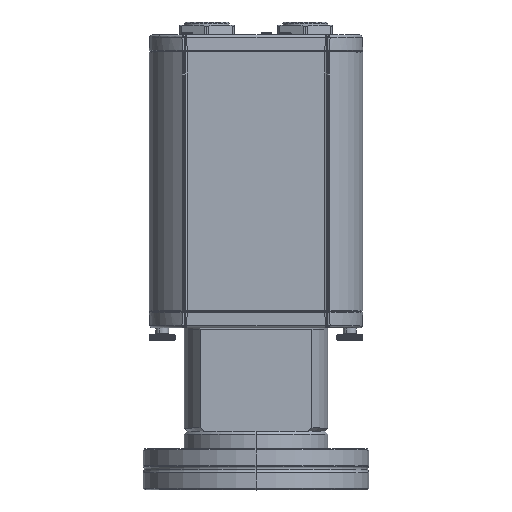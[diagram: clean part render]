
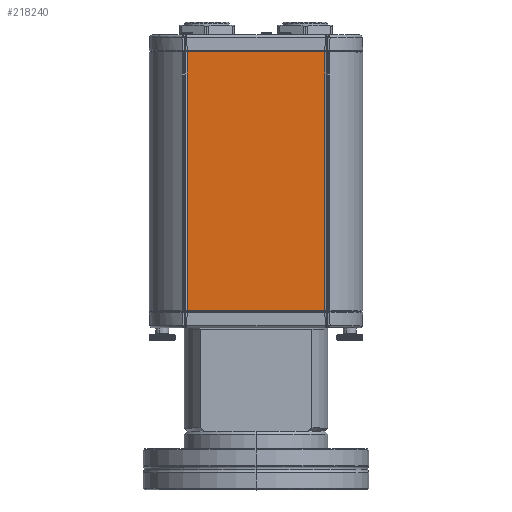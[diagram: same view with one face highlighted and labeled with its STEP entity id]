
A CAD part, top view. The second image highlights one B-rep face of the part: STEP entity #218240.
In plain terms, the highlighted planar face has unit normal (0, 0, 1).
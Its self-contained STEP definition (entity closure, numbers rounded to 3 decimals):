
#4233 = PLANE ( 'NONE',  #228493 ) ;
#15975 = VECTOR ( 'NONE', #72990, 1000. ) ;
#21518 = CARTESIAN_POINT ( 'NONE',  ( -21.32, 0., 18. ) ) ;
#27856 = VECTOR ( 'NONE', #226199, 1000. ) ;
#33618 = LINE ( 'NONE', #134008, #27856 ) ;
#34709 = EDGE_CURVE ( 'NONE', #233960, #142550, #173091, .T. ) ;
#57980 = FACE_OUTER_BOUND ( 'NONE', #210289, .T. ) ;
#72990 = DIRECTION ( 'NONE',  ( 0., -1., 0. ) ) ;
#78718 = CARTESIAN_POINT ( 'NONE',  ( -21.527, -80., 18. ) ) ;
#80548 = VECTOR ( 'NONE', #92679, 1000. ) ;
#88357 = CARTESIAN_POINT ( 'NONE',  ( 21.32, -80., 18. ) ) ;
#92679 = DIRECTION ( 'NONE',  ( 1., 0., 0. ) ) ;
#97278 = DIRECTION ( 'NONE',  ( 1., 0., 0. ) ) ;
#97392 = DIRECTION ( 'NONE',  ( 1., 0., 0. ) ) ;
#126954 = EDGE_CURVE ( 'NONE', #187352, #150823, #129664, .T. ) ;
#129664 = LINE ( 'NONE', #135978, #228102 ) ;
#134008 = CARTESIAN_POINT ( 'NONE',  ( 21.32, 0., 18. ) ) ;
#135978 = CARTESIAN_POINT ( 'NONE',  ( -21.527, 0., 18. ) ) ;
#142550 = VERTEX_POINT ( 'NONE', #88357 ) ;
#145597 = ORIENTED_EDGE ( 'NONE', *, *, #183444, .T. ) ;
#150823 = VERTEX_POINT ( 'NONE', #207873 ) ;
#162013 = ORIENTED_EDGE ( 'NONE', *, *, #193462, .T. ) ;
#173091 = LINE ( 'NONE', #184765, #80548 ) ;
#176160 = ORIENTED_EDGE ( 'NONE', *, *, #34709, .T. ) ;
#183444 = EDGE_CURVE ( 'NONE', #187352, #233960, #189604, .T. ) ;
#184765 = CARTESIAN_POINT ( 'NONE',  ( -21.527, -80., 18. ) ) ;
#187352 = VERTEX_POINT ( 'NONE', #21518 ) ;
#189604 = LINE ( 'NONE', #202277, #15975 ) ;
#190179 = ORIENTED_EDGE ( 'NONE', *, *, #126954, .F. ) ;
#193462 = EDGE_CURVE ( 'NONE', #142550, #150823, #33618, .T. ) ;
#202277 = CARTESIAN_POINT ( 'NONE',  ( -21.32, -80., 18. ) ) ;
#207873 = CARTESIAN_POINT ( 'NONE',  ( 21.32, 0., 18. ) ) ;
#208037 = DIRECTION ( 'NONE',  ( 0., 0., 1. ) ) ;
#210289 = EDGE_LOOP ( 'NONE', ( #190179, #145597, #176160, #162013 ) ) ;
#218240 = ADVANCED_FACE ( 'NONE', ( #57980 ), #4233, .T. ) ;
#220153 = CARTESIAN_POINT ( 'NONE',  ( -21.32, -80., 18. ) ) ;
#226199 = DIRECTION ( 'NONE',  ( 0., 1., 0. ) ) ;
#228102 = VECTOR ( 'NONE', #97278, 1000. ) ;
#228493 = AXIS2_PLACEMENT_3D ( 'NONE', #78718, #208037, #97392 ) ;
#233960 = VERTEX_POINT ( 'NONE', #220153 ) ;
